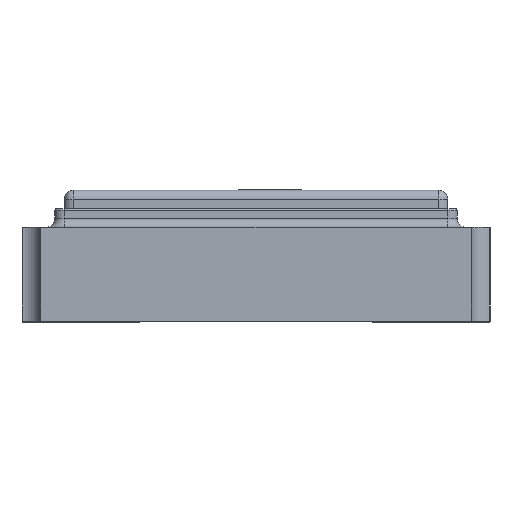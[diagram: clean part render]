
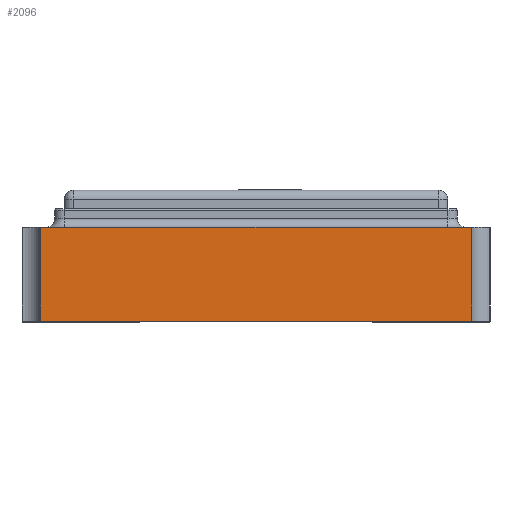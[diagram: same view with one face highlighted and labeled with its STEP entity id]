
A CAD part, left-side view. The second image highlights one B-rep face of the part: STEP entity #2096.
In plain terms, the highlighted planar face has unit normal (-1, 0, 0).
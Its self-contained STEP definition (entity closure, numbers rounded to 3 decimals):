
#83 = ORIENTED_EDGE ( 'NONE', *, *, #15893, .F. ) ;
#703 = LINE ( 'NONE', #16169, #2214 ) ;
#894 = DIRECTION ( 'NONE',  ( 0., 0., 1. ) ) ;
#1138 = DIRECTION ( 'NONE',  ( 0., -1., 0. ) ) ;
#1387 = VECTOR ( 'NONE', #11299, 1000. ) ;
#2096 = ADVANCED_FACE ( 'NONE', ( #4387 ), #3016, .T. ) ;
#2214 = VECTOR ( 'NONE', #894, 1000. ) ;
#2323 = ORIENTED_EDGE ( 'NONE', *, *, #6994, .F. ) ;
#2804 = VERTEX_POINT ( 'NONE', #11388 ) ;
#3016 = PLANE ( 'NONE',  #15134 ) ;
#3203 = CARTESIAN_POINT ( 'NONE',  ( -3.5, 2.5, 0. ) ) ;
#4387 = FACE_OUTER_BOUND ( 'NONE', #5591, .T. ) ;
#4583 = VECTOR ( 'NONE', #12324, 1000. ) ;
#5396 = LINE ( 'NONE', #10931, #1387 ) ;
#5591 = EDGE_LOOP ( 'NONE', ( #2323, #83, #8990, #13609 ) ) ;
#6067 = LINE ( 'NONE', #10699, #4583 ) ;
#6193 = EDGE_CURVE ( 'NONE', #11945, #2804, #5396, .T. ) ;
#6336 = CARTESIAN_POINT ( 'NONE',  ( -3.5, 2.3, -1. ) ) ;
#6994 = EDGE_CURVE ( 'NONE', #16951, #2804, #6067, .T. ) ;
#7681 = CARTESIAN_POINT ( 'NONE',  ( -3.5, -2.3, 0. ) ) ;
#8572 = EDGE_CURVE ( 'NONE', #11945, #10219, #703, .T. ) ;
#8990 = ORIENTED_EDGE ( 'NONE', *, *, #8572, .F. ) ;
#9888 = DIRECTION ( 'NONE',  ( 0., -1., 0. ) ) ;
#10219 = VERTEX_POINT ( 'NONE', #11321 ) ;
#10699 = CARTESIAN_POINT ( 'NONE',  ( -3.5, -2.3, 0.4 ) ) ;
#10931 = CARTESIAN_POINT ( 'NONE',  ( -3.5, 2.5, -1. ) ) ;
#11299 = DIRECTION ( 'NONE',  ( 0., -1., 0. ) ) ;
#11321 = CARTESIAN_POINT ( 'NONE',  ( -3.5, 2.3, 0. ) ) ;
#11388 = CARTESIAN_POINT ( 'NONE',  ( -3.5, -2.3, -1. ) ) ;
#11945 = VERTEX_POINT ( 'NONE', #6336 ) ;
#12324 = DIRECTION ( 'NONE',  ( 0., 0., -1. ) ) ;
#12616 = VECTOR ( 'NONE', #9888, 1000. ) ;
#13342 = DIRECTION ( 'NONE',  ( -1., 0., 0. ) ) ;
#13609 = ORIENTED_EDGE ( 'NONE', *, *, #6193, .T. ) ;
#13896 = LINE ( 'NONE', #3203, #12616 ) ;
#14777 = CARTESIAN_POINT ( 'NONE',  ( -3.5, 2.5, -1. ) ) ;
#15134 = AXIS2_PLACEMENT_3D ( 'NONE', #14777, #13342, #1138 ) ;
#15893 = EDGE_CURVE ( 'NONE', #10219, #16951, #13896, .T. ) ;
#16169 = CARTESIAN_POINT ( 'NONE',  ( -3.5, 2.3, 0.4 ) ) ;
#16951 = VERTEX_POINT ( 'NONE', #7681 ) ;
